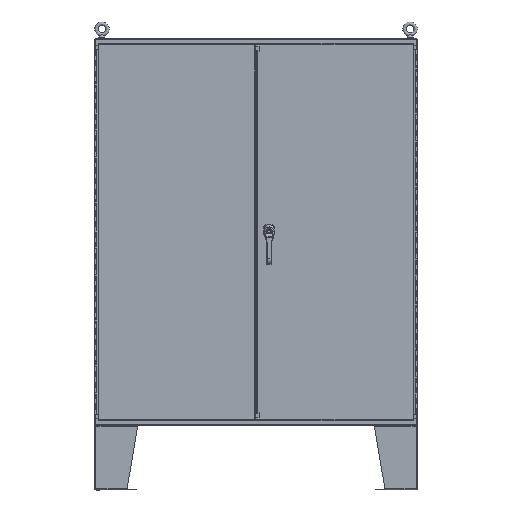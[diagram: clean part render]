
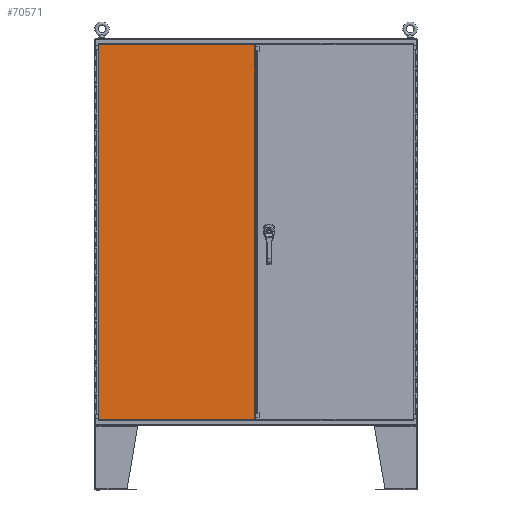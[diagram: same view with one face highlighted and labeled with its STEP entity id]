
A CAD part, top view. The second image highlights one B-rep face of the part: STEP entity #70571.
In plain terms, the highlighted planar face has unit normal (0, 0, 1).
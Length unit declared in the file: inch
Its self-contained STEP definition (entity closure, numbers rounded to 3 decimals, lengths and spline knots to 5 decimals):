
#3440 = VERTEX_POINT ( 'NONE', #121437 ) ;
#3485 = EDGE_CURVE ( 'NONE', #42899, #15246, #104103, .T. ) ;
#3679 = LINE ( 'NONE', #6002, #61269 ) ;
#5805 = CARTESIAN_POINT ( 'NONE',  ( 29.74022, 70.09385, 17.16033 ) ) ;
#6002 = CARTESIAN_POINT ( 'NONE',  ( 29.74002, 70.09385, 17.16033 ) ) ;
#6971 = DIRECTION ( 'NONE',  ( 1., 0., 0. ) ) ;
#7437 = CARTESIAN_POINT ( 'NONE',  ( 29.74022, 1.84375, 17.16033 ) ) ;
#10417 = DIRECTION ( 'NONE',  ( -1., 0., 0. ) ) ;
#11922 = ORIENTED_EDGE ( 'NONE', *, *, #16642, .T. ) ;
#13033 = CARTESIAN_POINT ( 'NONE',  ( 0.64642, 70.9376, 17.16033 ) ) ;
#13531 = CARTESIAN_POINT ( 'NONE',  ( 15.14647, 70.9376, 17.16033 ) ) ;
#14927 = DIRECTION ( 'NONE',  ( 0., -1., 0. ) ) ;
#15246 = VERTEX_POINT ( 'NONE', #71853 ) ;
#15313 = DIRECTION ( 'NONE',  ( 1., 0., 0. ) ) ;
#16642 = EDGE_CURVE ( 'NONE', #136485, #39629, #30402, .T. ) ;
#21771 = CARTESIAN_POINT ( 'NONE',  ( 29.77147, 70.9376, 17.16033 ) ) ;
#22399 = VERTEX_POINT ( 'NONE', #106410 ) ;
#22875 = VERTEX_POINT ( 'NONE', #103873 ) ;
#23249 = LINE ( 'NONE', #55976, #67836 ) ;
#24643 = EDGE_CURVE ( 'NONE', #136485, #94047, #83798, .T. ) ;
#25494 = DIRECTION ( 'NONE',  ( 0., 1., 0. ) ) ;
#27079 = VECTOR ( 'NONE', #28624, 39.37008 ) ;
#27482 = ORIENTED_EDGE ( 'NONE', *, *, #116907, .F. ) ;
#28439 = ORIENTED_EDGE ( 'NONE', *, *, #106249, .F. ) ;
#28624 = DIRECTION ( 'NONE',  ( -1., 0., 0. ) ) ;
#30402 = LINE ( 'NONE', #103169, #27079 ) ;
#30579 = ORIENTED_EDGE ( 'NONE', *, *, #41216, .T. ) ;
#30780 = ORIENTED_EDGE ( 'NONE', *, *, #44284, .T. ) ;
#31056 = EDGE_CURVE ( 'NONE', #22875, #38034, #23249, .T. ) ;
#31872 = DIRECTION ( 'NONE',  ( 0., 1., 0. ) ) ;
#32455 = VECTOR ( 'NONE', #31872, 39.37008 ) ;
#33364 = VECTOR ( 'NONE', #14927, 39.37008 ) ;
#34369 = VECTOR ( 'NONE', #98336, 39.37008 ) ;
#38034 = VERTEX_POINT ( 'NONE', #13033 ) ;
#38918 = ORIENTED_EDGE ( 'NONE', *, *, #31056, .F. ) ;
#39629 = VERTEX_POINT ( 'NONE', #74231 ) ;
#40792 = CARTESIAN_POINT ( 'NONE',  ( 29.77147, 70.09385, 17.16033 ) ) ;
#41216 = EDGE_CURVE ( 'NONE', #3440, #22399, #3679, .T. ) ;
#42899 = VERTEX_POINT ( 'NONE', #21771 ) ;
#43433 = DIRECTION ( 'NONE',  ( 0., 0., -1. ) ) ;
#44284 = EDGE_CURVE ( 'NONE', #46315, #3440, #71106, .T. ) ;
#44821 = VECTOR ( 'NONE', #6971, 39.37008 ) ;
#46315 = VERTEX_POINT ( 'NONE', #5805 ) ;
#46979 = DIRECTION ( 'NONE',  ( 0., -1., 0. ) ) ;
#47368 = AXIS2_PLACEMENT_3D ( 'NONE', #106414, #43433, #86242 ) ;
#48128 = ORIENTED_EDGE ( 'NONE', *, *, #125383, .T. ) ;
#50130 = FACE_OUTER_BOUND ( 'NONE', #92307, .T. ) ;
#50849 = EDGE_CURVE ( 'NONE', #39629, #108637, #75243, .T. ) ;
#52780 = ORIENTED_EDGE ( 'NONE', *, *, #50849, .T. ) ;
#54487 = CARTESIAN_POINT ( 'NONE',  ( 29.74002, 70.09405, 17.16033 ) ) ;
#55976 = CARTESIAN_POINT ( 'NONE',  ( 0.64642, 35.9688, 17.16033 ) ) ;
#56053 = DIRECTION ( 'NONE',  ( -1., 0., 0. ) ) ;
#59597 = VECTOR ( 'NONE', #15313, 39.37008 ) ;
#60880 = ORIENTED_EDGE ( 'NONE', *, *, #119473, .T. ) ;
#61269 = VECTOR ( 'NONE', #99443, 39.37008 ) ;
#61839 = CARTESIAN_POINT ( 'NONE',  ( 29.74002, 1.84355, 17.16033 ) ) ;
#63710 = VECTOR ( 'NONE', #65086, 39.37008 ) ;
#65086 = DIRECTION ( 'NONE',  ( 1., 0., 0. ) ) ;
#67836 = VECTOR ( 'NONE', #25494, 39.37008 ) ;
#67881 = CARTESIAN_POINT ( 'NONE',  ( 29.77147, 35.9688, 17.16033 ) ) ;
#70571 = ADVANCED_FACE ( 'NONE', ( #50130 ), #95920, .F. ) ;
#71106 = LINE ( 'NONE', #40792, #135142 ) ;
#71853 = CARTESIAN_POINT ( 'NONE',  ( 29.77147, 70.09405, 17.16033 ) ) ;
#73505 = CARTESIAN_POINT ( 'NONE',  ( 15.14647, 1., 17.16033 ) ) ;
#74231 = CARTESIAN_POINT ( 'NONE',  ( 29.74002, 1.84355, 17.16033 ) ) ;
#74457 = VERTEX_POINT ( 'NONE', #7437 ) ;
#74638 = VECTOR ( 'NONE', #56053, 39.37008 ) ;
#75243 = LINE ( 'NONE', #61839, #32455 ) ;
#77958 = LINE ( 'NONE', #73505, #74638 ) ;
#78515 = CARTESIAN_POINT ( 'NONE',  ( 29.77147, 35.9688, 17.16033 ) ) ;
#83320 = VECTOR ( 'NONE', #46979, 39.37008 ) ;
#83798 = LINE ( 'NONE', #78515, #34369 ) ;
#86242 = DIRECTION ( 'NONE',  ( 1., 0., 0. ) ) ;
#89325 = CARTESIAN_POINT ( 'NONE',  ( 29.74022, 35.9688, 17.16033 ) ) ;
#91491 = CARTESIAN_POINT ( 'NONE',  ( 29.77147, 1., 17.16033 ) ) ;
#92307 = EDGE_LOOP ( 'NONE', ( #52780, #48128, #106738, #30780, #30579, #60880, #131121, #27482, #38918, #28439, #131092, #11922 ) ) ;
#92504 = CARTESIAN_POINT ( 'NONE',  ( 29.74002, 1.84375, 17.16033 ) ) ;
#94047 = VERTEX_POINT ( 'NONE', #91491 ) ;
#95007 = LINE ( 'NONE', #54487, #63710 ) ;
#95920 = PLANE ( 'NONE',  #47368 ) ;
#98336 = DIRECTION ( 'NONE',  ( 0., -1., 0. ) ) ;
#99443 = DIRECTION ( 'NONE',  ( 0., 1., 0. ) ) ;
#103169 = CARTESIAN_POINT ( 'NONE',  ( 29.77147, 1.84355, 17.16033 ) ) ;
#103873 = CARTESIAN_POINT ( 'NONE',  ( 0.64642, 1., 17.16033 ) ) ;
#104060 = EDGE_CURVE ( 'NONE', #46315, #74457, #111246, .T. ) ;
#104103 = LINE ( 'NONE', #67881, #33364 ) ;
#106249 = EDGE_CURVE ( 'NONE', #94047, #22875, #77958, .T. ) ;
#106410 = CARTESIAN_POINT ( 'NONE',  ( 29.74002, 70.09405, 17.16033 ) ) ;
#106414 = CARTESIAN_POINT ( 'NONE',  ( 15.14647, 35.9688, 17.16033 ) ) ;
#106738 = ORIENTED_EDGE ( 'NONE', *, *, #104060, .F. ) ;
#108637 = VERTEX_POINT ( 'NONE', #116017 ) ;
#110652 = LINE ( 'NONE', #13531, #59597 ) ;
#111246 = LINE ( 'NONE', #89325, #83320 ) ;
#116017 = CARTESIAN_POINT ( 'NONE',  ( 29.74002, 1.84375, 17.16033 ) ) ;
#116907 = EDGE_CURVE ( 'NONE', #38034, #42899, #110652, .T. ) ;
#119473 = EDGE_CURVE ( 'NONE', #22399, #15246, #95007, .T. ) ;
#121437 = CARTESIAN_POINT ( 'NONE',  ( 29.74002, 70.09385, 17.16033 ) ) ;
#122411 = CARTESIAN_POINT ( 'NONE',  ( 29.77147, 1.84355, 17.16033 ) ) ;
#125383 = EDGE_CURVE ( 'NONE', #108637, #74457, #131910, .T. ) ;
#131092 = ORIENTED_EDGE ( 'NONE', *, *, #24643, .F. ) ;
#131121 = ORIENTED_EDGE ( 'NONE', *, *, #3485, .F. ) ;
#131910 = LINE ( 'NONE', #92504, #44821 ) ;
#135142 = VECTOR ( 'NONE', #10417, 39.37008 ) ;
#136485 = VERTEX_POINT ( 'NONE', #122411 ) ;
